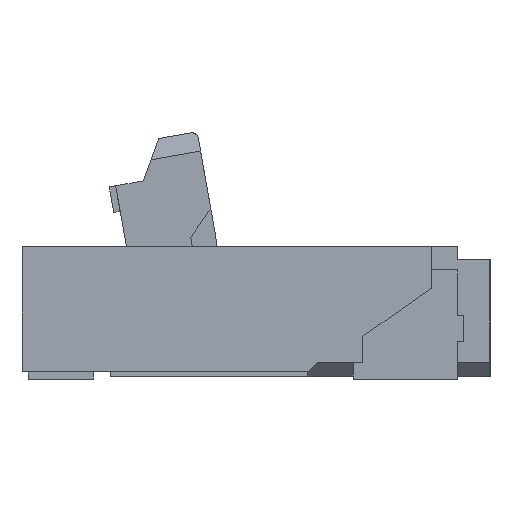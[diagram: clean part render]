
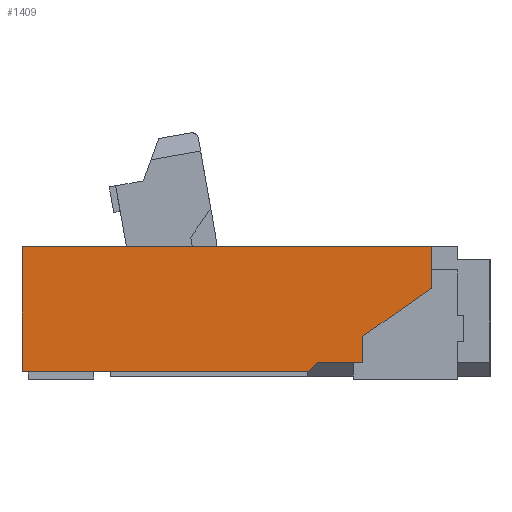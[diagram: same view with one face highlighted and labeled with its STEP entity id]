
A CAD part, left-side view. The second image highlights one B-rep face of the part: STEP entity #1409.
In plain terms, the highlighted planar face has unit normal (-1, 0, 0).
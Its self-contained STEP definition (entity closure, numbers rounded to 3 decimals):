
#911 = VERTEX_POINT('',#912);
#912 = CARTESIAN_POINT('',(-6.35,1.927,0.06));
#918 = EDGE_CURVE('',#911,#919,#921,.T.);
#919 = VERTEX_POINT('',#920);
#920 = CARTESIAN_POINT('',(-6.35,1.927,1.02));
#921 = LINE('',#922,#923);
#922 = CARTESIAN_POINT('',(-6.35,1.927,
    0.06));
#923 = VECTOR('',#924,1.);
#924 = DIRECTION('',(0.,0.,1.));
#1409 = ADVANCED_FACE('',(#1410),#1467,.F.);
#1410 = FACE_BOUND('',#1411,.T.);
#1411 = EDGE_LOOP('',(#1412,#1422,#1428,#1429,#1437,#1445,#1453,#1461));
#1412 = ORIENTED_EDGE('',*,*,#1413,.F.);
#1413 = EDGE_CURVE('',#1414,#1416,#1418,.T.);
#1414 = VERTEX_POINT('',#1415);
#1415 = CARTESIAN_POINT('',(-6.35,-1.223,1.02));
#1416 = VERTEX_POINT('',#1417);
#1417 = CARTESIAN_POINT('',(-6.35,-1.223,0.7));
#1418 = LINE('',#1419,#1420);
#1419 = CARTESIAN_POINT('',(-6.35,-1.223,
    1.02));
#1420 = VECTOR('',#1421,1.);
#1421 = DIRECTION('',(0.,0.,-1.));
#1422 = ORIENTED_EDGE('',*,*,#1423,.F.);
#1423 = EDGE_CURVE('',#919,#1414,#1424,.T.);
#1424 = LINE('',#1425,#1426);
#1425 = CARTESIAN_POINT('',(-6.35,1.927,1.02
    ));
#1426 = VECTOR('',#1427,1.);
#1427 = DIRECTION('',(0.,-1.,0.));
#1428 = ORIENTED_EDGE('',*,*,#918,.F.);
#1429 = ORIENTED_EDGE('',*,*,#1430,.F.);
#1430 = EDGE_CURVE('',#1431,#911,#1433,.T.);
#1431 = VERTEX_POINT('',#1432);
#1432 = CARTESIAN_POINT('',(-6.35,-0.273,0.06));
#1433 = LINE('',#1434,#1435);
#1434 = CARTESIAN_POINT('',(-6.35,-0.273,
    0.06));
#1435 = VECTOR('',#1436,1.);
#1436 = DIRECTION('',(0.,1.,0.));
#1437 = ORIENTED_EDGE('',*,*,#1438,.F.);
#1438 = EDGE_CURVE('',#1439,#1431,#1441,.T.);
#1439 = VERTEX_POINT('',#1440);
#1440 = CARTESIAN_POINT('',(-6.35,-0.343,0.13));
#1441 = LINE('',#1442,#1443);
#1442 = CARTESIAN_POINT('',(-6.35,-0.343,
    0.13));
#1443 = VECTOR('',#1444,1.);
#1444 = DIRECTION('',(0.,0.707,-0.707));
#1445 = ORIENTED_EDGE('',*,*,#1446,.F.);
#1446 = EDGE_CURVE('',#1447,#1439,#1449,.T.);
#1447 = VERTEX_POINT('',#1448);
#1448 = CARTESIAN_POINT('',(-6.35,-0.694,0.13));
#1449 = LINE('',#1450,#1451);
#1450 = CARTESIAN_POINT('',(-6.35,-0.694,
    0.13));
#1451 = VECTOR('',#1452,1.);
#1452 = DIRECTION('',(0.,1.,0.));
#1453 = ORIENTED_EDGE('',*,*,#1454,.F.);
#1454 = EDGE_CURVE('',#1455,#1447,#1457,.T.);
#1455 = VERTEX_POINT('',#1456);
#1456 = CARTESIAN_POINT('',(-6.35,-0.694,0.33));
#1457 = LINE('',#1458,#1459);
#1458 = CARTESIAN_POINT('',(-6.35,-0.694,
    0.33));
#1459 = VECTOR('',#1460,1.);
#1460 = DIRECTION('',(0.,0.,-1.));
#1461 = ORIENTED_EDGE('',*,*,#1462,.F.);
#1462 = EDGE_CURVE('',#1416,#1455,#1463,.T.);
#1463 = LINE('',#1464,#1465);
#1464 = CARTESIAN_POINT('',(-6.35,-1.223,
    0.7));
#1465 = VECTOR('',#1466,1.);
#1466 = DIRECTION('',(0.,0.819,-0.574));
#1467 = PLANE('',#1468);
#1468 = AXIS2_PLACEMENT_3D('',#1469,#1470,#1471);
#1469 = CARTESIAN_POINT('',(-6.35,-1.673,0.02));
#1470 = DIRECTION('',(1.,0.,0.));
#1471 = DIRECTION('',(0.,0.,1.));
